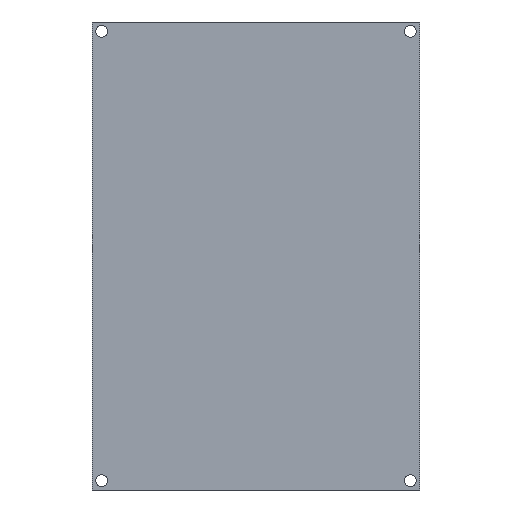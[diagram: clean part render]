
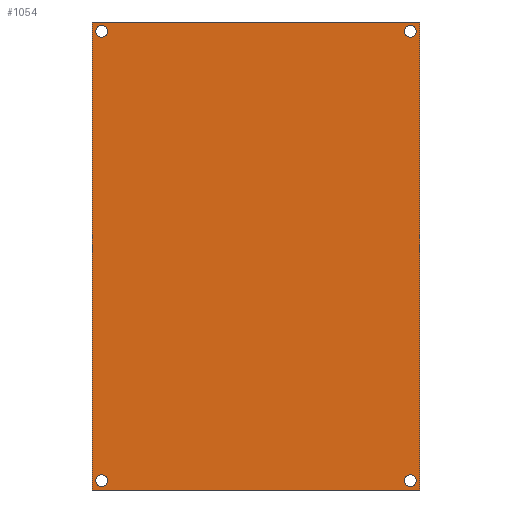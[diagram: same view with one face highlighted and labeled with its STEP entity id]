
A CAD part, front view. The second image highlights one B-rep face of the part: STEP entity #1054.
In plain terms, the highlighted planar face has unit normal (0, -1, 0).
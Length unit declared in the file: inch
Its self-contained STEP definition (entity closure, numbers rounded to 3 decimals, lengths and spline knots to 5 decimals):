
#129=LINE('',#1677,#251);
#132=LINE('',#1682,#254);
#134=LINE('',#1686,#256);
#136=LINE('',#1689,#258);
#251=VECTOR('',#1382,10.);
#254=VECTOR('',#1387,7.);
#256=VECTOR('',#1391,10.);
#258=VECTOR('',#1395,7.);
#307=PLANE('',#1129);
#325=FACE_BOUND('',#460,.T.);
#326=FACE_BOUND('',#461,.T.);
#327=FACE_BOUND('',#462,.T.);
#328=FACE_BOUND('',#463,.T.);
#385=FACE_OUTER_BOUND('',#459,.T.);
#459=EDGE_LOOP('',(#982,#983,#984,#985));
#460=EDGE_LOOP('',(#986));
#461=EDGE_LOOP('',(#987));
#462=EDGE_LOOP('',(#988));
#463=EDGE_LOOP('',(#989));
#464=CIRCLE('',#1058,0.125);
#466=CIRCLE('',#1061,0.125);
#468=CIRCLE('',#1064,0.125);
#470=CIRCLE('',#1067,0.125);
#480=VERTEX_POINT('',#1402);
#482=VERTEX_POINT('',#1407);
#484=VERTEX_POINT('',#1412);
#486=VERTEX_POINT('',#1417);
#572=VERTEX_POINT('',#1675);
#573=VERTEX_POINT('',#1676);
#574=VERTEX_POINT('',#1681);
#575=VERTEX_POINT('',#1685);
#576=EDGE_CURVE('',#480,#480,#464,.T.);
#578=EDGE_CURVE('',#482,#482,#466,.T.);
#580=EDGE_CURVE('',#484,#484,#468,.T.);
#582=EDGE_CURVE('',#486,#486,#470,.T.);
#706=EDGE_CURVE('',#572,#573,#129,.T.);
#709=EDGE_CURVE('',#574,#572,#132,.T.);
#711=EDGE_CURVE('',#575,#574,#134,.T.);
#713=EDGE_CURVE('',#573,#575,#136,.T.);
#982=ORIENTED_EDGE('',*,*,#713,.F.);
#983=ORIENTED_EDGE('',*,*,#706,.F.);
#984=ORIENTED_EDGE('',*,*,#709,.F.);
#985=ORIENTED_EDGE('',*,*,#711,.F.);
#986=ORIENTED_EDGE('',*,*,#576,.T.);
#987=ORIENTED_EDGE('',*,*,#578,.T.);
#988=ORIENTED_EDGE('',*,*,#580,.T.);
#989=ORIENTED_EDGE('',*,*,#582,.T.);
#1054=ADVANCED_FACE('',(#385,#325,#326,#327,#328),#307,.T.);
#1058=AXIS2_PLACEMENT_3D('',#1403,#1134,#1135);
#1061=AXIS2_PLACEMENT_3D('',#1408,#1140,#1141);
#1064=AXIS2_PLACEMENT_3D('',#1413,#1146,#1147);
#1067=AXIS2_PLACEMENT_3D('',#1418,#1152,#1153);
#1129=AXIS2_PLACEMENT_3D('',#1691,#1398,#1399);
#1134=DIRECTION('center_axis',(0.,1.,0.));
#1135=DIRECTION('ref_axis',(-1.,0.,0.));
#1140=DIRECTION('center_axis',(0.,1.,0.));
#1141=DIRECTION('ref_axis',(-1.,0.,0.));
#1146=DIRECTION('center_axis',(0.,1.,0.));
#1147=DIRECTION('ref_axis',(-1.,0.,0.));
#1152=DIRECTION('center_axis',(0.,1.,0.));
#1153=DIRECTION('ref_axis',(-1.,0.,0.));
#1382=DIRECTION('',(0.,0.,1.));
#1387=DIRECTION('',(-1.,0.,0.));
#1391=DIRECTION('',(0.,0.,-1.));
#1395=DIRECTION('',(1.,0.,0.));
#1398=DIRECTION('center_axis',(0.,-1.,0.));
#1399=DIRECTION('ref_axis',(0.,0.,-1.));
#1402=CARTESIAN_POINT('',(-4.45688,0.,4.81342));
#1403=CARTESIAN_POINT('Origin',(-4.58188,0.,4.81342));
#1407=CARTESIAN_POINT('',(-4.45688,0.,-4.78658));
#1408=CARTESIAN_POINT('Origin',(-4.58188,0.,-4.78658));
#1412=CARTESIAN_POINT('',(2.14312,0.,4.81342));
#1413=CARTESIAN_POINT('Origin',(2.01812,0.,4.81342));
#1417=CARTESIAN_POINT('',(2.14312,0.,-4.78658));
#1418=CARTESIAN_POINT('Origin',(2.01812,0.,-4.78658));
#1675=CARTESIAN_POINT('',(-4.78188,0.,-4.98658));
#1676=CARTESIAN_POINT('',(-4.78188,0.,5.01342));
#1677=CARTESIAN_POINT('',(-4.78188,0.,-4.98658));
#1681=CARTESIAN_POINT('',(2.21812,0.,-4.98658));
#1682=CARTESIAN_POINT('',(2.21812,0.,-4.98658));
#1685=CARTESIAN_POINT('',(2.21812,0.,5.01342));
#1686=CARTESIAN_POINT('',(2.21812,0.,5.01342));
#1689=CARTESIAN_POINT('',(-4.78188,0.,5.01342));
#1691=CARTESIAN_POINT('Origin',(-1.28188,0.,0.01342));
